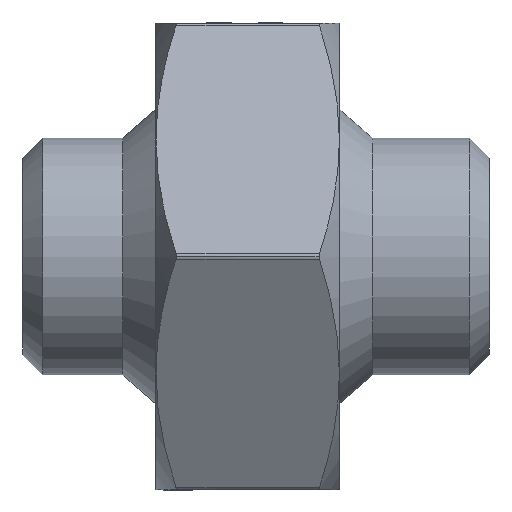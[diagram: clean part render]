
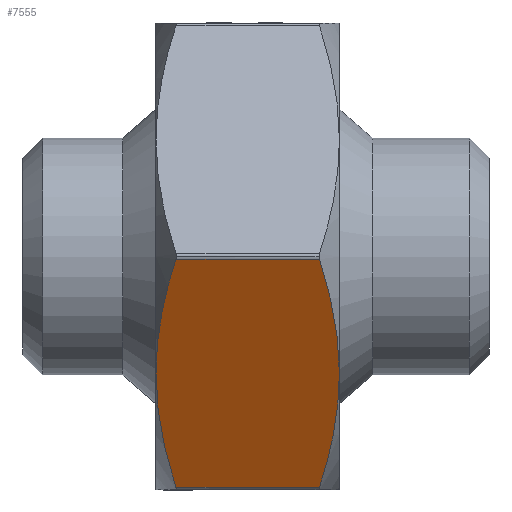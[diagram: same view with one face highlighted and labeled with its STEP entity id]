
A CAD part, front view. The second image highlights one B-rep face of the part: STEP entity #7555.
In plain terms, the highlighted planar face has unit normal (0, -0.866, -0.5).
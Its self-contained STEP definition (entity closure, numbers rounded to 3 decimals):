
#56 = CARTESIAN_POINT ( 'NONE',  ( 6.457, -12.269, -20.75 ) ) ;
#443 = DIRECTION ( 'NONE',  ( 1., 0., 0. ) ) ;
#576 = EDGE_CURVE ( 'NONE', #8786, #14354, #591, .T. ) ;
#591 =( BOUNDED_CURVE ( )  B_SPLINE_CURVE ( 2, ( #5693, #2181, #1197 ),
 .UNSPECIFIED., .F., .T. ) 
 B_SPLINE_CURVE_WITH_KNOTS ( ( 3, 3 ),
 ( 0.514, 1.789 ),
 .UNSPECIFIED. ) 
 CURVE ( )  GEOMETRIC_REPRESENTATION_ITEM ( )  RATIONAL_B_SPLINE_CURVE ( ( 1.03, 1.052, 1. ) ) 
 REPRESENTATION_ITEM ( '' )  );
#705 = VERTEX_POINT ( 'NONE', #13633 ) ;
#784 = EDGE_CURVE ( 'NONE', #8786, #705, #2707, .T. ) ;
#850 = ORIENTED_EDGE ( 'NONE', *, *, #5204, .T. ) ;
#1018 = ORIENTED_EDGE ( 'NONE', *, *, #5867, .T. ) ;
#1197 = CARTESIAN_POINT ( 'NONE',  ( -8.25, -18.187, -10.5 ) ) ;
#1327 = CARTESIAN_POINT ( 'NONE',  ( -6.457, -12.269, -20.75 ) ) ;
#1395 =( BOUNDED_CURVE ( )  B_SPLINE_CURVE ( 2, ( #5461, #8856, #1881 ),
 .UNSPECIFIED., .F., .F. ) 
 B_SPLINE_CURVE_WITH_KNOTS ( ( 3, 3 ),
 ( 1.789, 3.064 ),
 .UNSPECIFIED. ) 
 CURVE ( )  GEOMETRIC_REPRESENTATION_ITEM ( )  RATIONAL_B_SPLINE_CURVE ( ( 1., 1.052, 1.03 ) ) 
 REPRESENTATION_ITEM ( '' )  );
#1643 = CARTESIAN_POINT ( 'NONE',  ( 0., -24.249, 0. ) ) ;
#1881 = CARTESIAN_POINT ( 'NONE',  ( 6.457, -24.104, -0.25 ) ) ;
#2058 = CARTESIAN_POINT ( 'NONE',  ( 0., -12.269, -20.75 ) ) ;
#2181 = CARTESIAN_POINT ( 'NONE',  ( -8.25, -20.942, -5.728 ) ) ;
#2581 = LINE ( 'NONE', #2058, #14106 ) ;
#2707 = LINE ( 'NONE', #7095, #13885 ) ;
#2839 = CARTESIAN_POINT ( 'NONE',  ( -8.25, -18.187, -10.5 ) ) ;
#3082 = EDGE_CURVE ( 'NONE', #8599, #705, #1395, .T. ) ;
#3386 = CARTESIAN_POINT ( 'NONE',  ( 8.25, -18.187, -10.5 ) ) ;
#4477 = CARTESIAN_POINT ( 'NONE',  ( 8.25, -15.431, -15.272 ) ) ;
#4706 = ORIENTED_EDGE ( 'NONE', *, *, #3082, .T. ) ;
#4764 = FACE_OUTER_BOUND ( 'NONE', #7054, .T. ) ;
#5072 = ORIENTED_EDGE ( 'NONE', *, *, #5595, .F. ) ;
#5098 = DIRECTION ( 'NONE',  ( 0., 0.5, -0.866 ) ) ;
#5204 = EDGE_CURVE ( 'NONE', #11996, #8599, #5286, .T. ) ;
#5286 =( BOUNDED_CURVE ( )  B_SPLINE_CURVE ( 2, ( #56, #4477, #3386 ),
 .UNSPECIFIED., .F., .T. ) 
 B_SPLINE_CURVE_WITH_KNOTS ( ( 3, 3 ),
 ( 0.514, 1.789 ),
 .UNSPECIFIED. ) 
 CURVE ( )  GEOMETRIC_REPRESENTATION_ITEM ( )  RATIONAL_B_SPLINE_CURVE ( ( 1.03, 1.052, 1. ) ) 
 REPRESENTATION_ITEM ( '' )  );
#5461 = CARTESIAN_POINT ( 'NONE',  ( 8.25, -18.187, -10.5 ) ) ;
#5537 = VERTEX_POINT ( 'NONE', #13193 ) ;
#5595 = EDGE_CURVE ( 'NONE', #11996, #5537, #2581, .T. ) ;
#5693 = CARTESIAN_POINT ( 'NONE',  ( -6.457, -24.104, -0.25 ) ) ;
#5771 = CARTESIAN_POINT ( 'NONE',  ( -8.25, -18.187, -10.5 ) ) ;
#5867 = EDGE_CURVE ( 'NONE', #14354, #5537, #9063, .T. ) ;
#6096 = CARTESIAN_POINT ( 'NONE',  ( 6.457, -12.269, -20.75 ) ) ;
#6188 = AXIS2_PLACEMENT_3D ( 'NONE', #1643, #10566, #5098 ) ;
#7029 = CARTESIAN_POINT ( 'NONE',  ( -8.25, -15.431, -15.272 ) ) ;
#7054 = EDGE_LOOP ( 'NONE', ( #10124, #12575, #1018, #5072, #850, #4706 ) ) ;
#7095 = CARTESIAN_POINT ( 'NONE',  ( 0., -24.104, -0.25 ) ) ;
#7555 = ADVANCED_FACE ( 'NONE', ( #4764 ), #11806, .T. ) ;
#8599 = VERTEX_POINT ( 'NONE', #11012 ) ;
#8696 = DIRECTION ( 'NONE',  ( -1., 0., 0. ) ) ;
#8786 = VERTEX_POINT ( 'NONE', #9297 ) ;
#8856 = CARTESIAN_POINT ( 'NONE',  ( 8.25, -20.942, -5.728 ) ) ;
#9063 =( BOUNDED_CURVE ( )  B_SPLINE_CURVE ( 2, ( #5771, #7029, #1327 ),
 .UNSPECIFIED., .F., .F. ) 
 B_SPLINE_CURVE_WITH_KNOTS ( ( 3, 3 ),
 ( 1.789, 3.064 ),
 .UNSPECIFIED. ) 
 CURVE ( )  GEOMETRIC_REPRESENTATION_ITEM ( )  RATIONAL_B_SPLINE_CURVE ( ( 1., 1.052, 1.03 ) ) 
 REPRESENTATION_ITEM ( '' )  );
#9297 = CARTESIAN_POINT ( 'NONE',  ( -6.457, -24.104, -0.25 ) ) ;
#10124 = ORIENTED_EDGE ( 'NONE', *, *, #784, .F. ) ;
#10566 = DIRECTION ( 'NONE',  ( 0., -0.866, -0.5 ) ) ;
#11012 = CARTESIAN_POINT ( 'NONE',  ( 8.25, -18.187, -10.5 ) ) ;
#11806 = PLANE ( 'NONE',  #6188 ) ;
#11996 = VERTEX_POINT ( 'NONE', #6096 ) ;
#12575 = ORIENTED_EDGE ( 'NONE', *, *, #576, .T. ) ;
#13193 = CARTESIAN_POINT ( 'NONE',  ( -6.457, -12.269, -20.75 ) ) ;
#13633 = CARTESIAN_POINT ( 'NONE',  ( 6.457, -24.104, -0.25 ) ) ;
#13885 = VECTOR ( 'NONE', #443, 1000. ) ;
#14106 = VECTOR ( 'NONE', #8696, 1000. ) ;
#14354 = VERTEX_POINT ( 'NONE', #2839 ) ;
